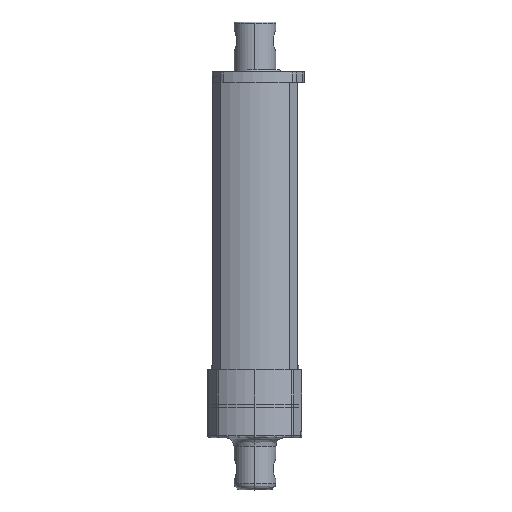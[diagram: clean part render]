
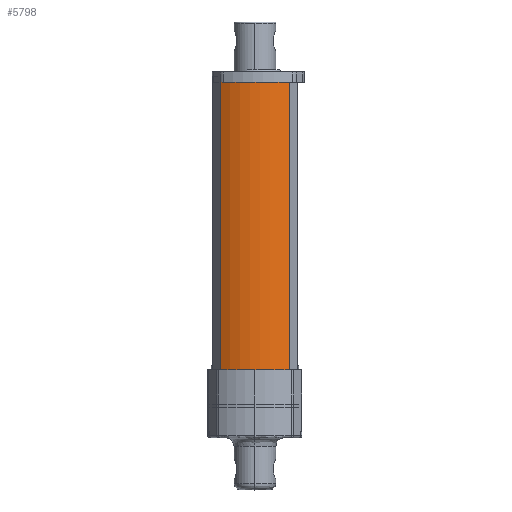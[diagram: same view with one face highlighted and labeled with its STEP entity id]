
A CAD part, top view. The second image highlights one B-rep face of the part: STEP entity #5798.
In plain terms, the highlighted cylindrical face has radius 30 mm (diameter 60 mm), a partial arc.
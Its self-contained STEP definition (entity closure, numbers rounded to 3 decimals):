
#2112 = ORIENTED_EDGE ( 'NONE', *, *, #5753, .T. ) ;
#2113 = ORIENTED_EDGE ( 'NONE', *, *, #5769, .T. ) ;
#2114 = ORIENTED_EDGE ( 'NONE', *, *, #5761, .T. ) ;
#2115 = ORIENTED_EDGE ( 'NONE', *, *, #5765, .T. ) ;
#2145 = EDGE_LOOP ( 'NONE', ( #2113, #2115, #2112, #2114 ) ) ;
#2510 = VERTEX_POINT ( 'NONE', #3237 ) ;
#2511 = VERTEX_POINT ( 'NONE', #3238 ) ;
#2526 = VERTEX_POINT ( 'NONE', #3253 ) ;
#2527 = VERTEX_POINT ( 'NONE', #3254 ) ;
#3237 = CARTESIAN_POINT ( 'NONE',  ( -16.325, 158.5, 31.669 ) ) ;
#3238 = CARTESIAN_POINT ( 'NONE',  ( 16.325, 158.5, 31.669 ) ) ;
#3253 = CARTESIAN_POINT ( 'NONE',  ( 16.325, 8.5, 31.669 ) ) ;
#3254 = CARTESIAN_POINT ( 'NONE',  ( -16.325, 8.5, 31.669 ) ) ;
#3352 = CARTESIAN_POINT ( 'NONE',  ( 0., 158.5, 6.5 ) ) ;
#3353 = DIRECTION ( 'NONE',  ( 0., -1., 0. ) ) ;
#3354 = DIRECTION ( 'NONE',  ( -1., 0., 0. ) ) ;
#3377 = LINE ( 'NONE', #3378, #10864 ) ;
#3378 = CARTESIAN_POINT ( 'NONE',  ( -16.325, 158.5, 31.669 ) ) ;
#3379 = DIRECTION ( 'NONE',  ( 0., -1., 0. ) ) ;
#3389 = LINE ( 'NONE', #3390, #10849 ) ;
#3390 = CARTESIAN_POINT ( 'NONE',  ( 16.325, 158.5, 31.669 ) ) ;
#3391 = DIRECTION ( 'NONE',  ( 0., 1., 0. ) ) ;
#3402 = CARTESIAN_POINT ( 'NONE',  ( 0., 8.5, 6.5 ) ) ;
#3403 = DIRECTION ( 'NONE',  ( 0., 1., 0. ) ) ;
#3404 = DIRECTION ( 'NONE',  ( -1., 0., 0. ) ) ;
#3494 = CARTESIAN_POINT ( 'NONE',  ( 0., 158.5, 6.5 ) ) ;
#3495 = DIRECTION ( 'NONE',  ( 0., -1., 0. ) ) ;
#3496 = DIRECTION ( 'NONE',  ( -1., 0., 0. ) ) ;
#5753 = EDGE_CURVE ( 'NONE', #2511, #2510, #9374, .T. ) ;
#5761 = EDGE_CURVE ( 'NONE', #2510, #2527, #3377, .T. ) ;
#5765 = EDGE_CURVE ( 'NONE', #2526, #2511, #3389, .T. ) ;
#5769 = EDGE_CURVE ( 'NONE', #2527, #2526, #9380, .T. ) ;
#5798 = ADVANCED_FACE ( 'NONE', ( #10913 ), #10918, .T. ) ;
#9374 = CIRCLE ( 'NONE', #10949, 30. ) ;
#9380 = CIRCLE ( 'NONE', #10846, 30. ) ;
#10846 = AXIS2_PLACEMENT_3D ( 'NONE', #3402, #3403, #3404 ) ;
#10849 = VECTOR ( 'NONE', #3391, 1000. ) ;
#10864 = VECTOR ( 'NONE', #3379, 1000. ) ;
#10913 = FACE_OUTER_BOUND ( 'NONE', #2145, .T. ) ;
#10917 = AXIS2_PLACEMENT_3D ( 'NONE', #3494, #3495, #3496 ) ;
#10918 = CYLINDRICAL_SURFACE ( 'NONE', #10917, 30. ) ;
#10949 = AXIS2_PLACEMENT_3D ( 'NONE', #3352, #3353, #3354 ) ;
